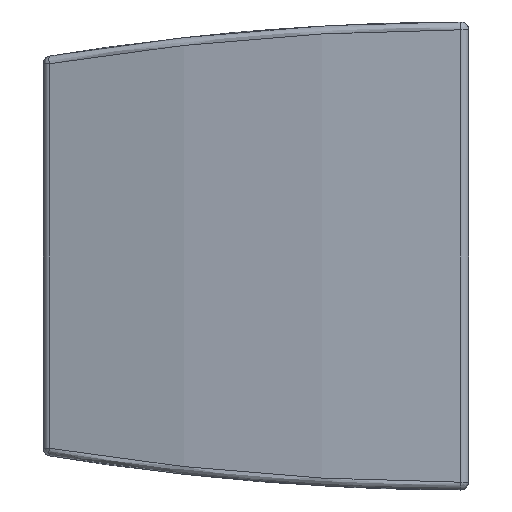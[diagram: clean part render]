
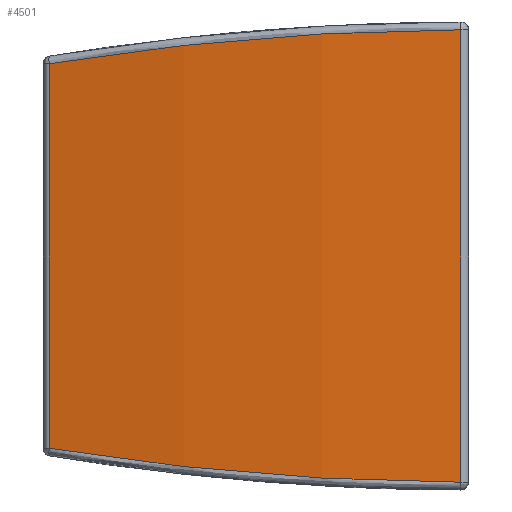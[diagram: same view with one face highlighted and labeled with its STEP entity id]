
A CAD part, left-side view. The second image highlights one B-rep face of the part: STEP entity #4501.
In plain terms, the highlighted free-form (B-spline) face has degree [2, 1] with [3, 2] control points.
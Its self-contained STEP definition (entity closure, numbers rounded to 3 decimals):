
#4501 = ADVANCED_FACE('',(#4502),#4540,.T.);
#4502 = FACE_BOUND('',#4503,.T.);
#4503 = EDGE_LOOP('',(#4504,#4513,#4524,#4531));
#4504 = ORIENTED_EDGE('',*,*,#4505,.F.);
#4505 = EDGE_CURVE('',#4506,#4508,#4510,.T.);
#4506 = VERTEX_POINT('',#4507);
#4507 = CARTESIAN_POINT('',(-46.41,-63.298,
    34.312));
#4508 = VERTEX_POINT('',#4509);
#4509 = CARTESIAN_POINT('',(-46.41,-63.298,
    -34.312));
#4510 = B_SPLINE_CURVE_WITH_KNOTS('',1,(#4511,#4512),.UNSPECIFIED.,.F.,
  .F.,(2,2),(-58.998,-1.002),.PIECEWISE_BEZIER_KNOTS.);
#4511 = CARTESIAN_POINT('',(-46.41,-63.298,
    34.312));
#4512 = CARTESIAN_POINT('',(-46.41,-63.298,
    -34.312));
#4513 = ORIENTED_EDGE('',*,*,#4514,.F.);
#4514 = EDGE_CURVE('',#4515,#4506,#4517,.T.);
#4515 = VERTEX_POINT('',#4516);
#4516 = CARTESIAN_POINT('',(-38.36,-0.888,
    29.169));
#4517 = B_SPLINE_CURVE_WITH_KNOTS('',3,(#4518,#4519,#4520,#4521,#4522,
    #4523),.UNSPECIFIED.,.F.,.F.,(4,2,4),(0.,0.027,
    0.054),.UNSPECIFIED.);
#4518 = CARTESIAN_POINT('',(-38.36,-0.888,
    29.169));
#4519 = CARTESIAN_POINT('',(-40.964,-11.007,
    30.817));
#4520 = CARTESIAN_POINT('',(-42.951,-21.291,
    32.089));
#4521 = CARTESIAN_POINT('',(-45.656,-42.201,
    33.825));
#4522 = CARTESIAN_POINT('',(-46.361,-52.719,
    34.28));
#4523 = CARTESIAN_POINT('',(-46.41,-63.298,
    34.312));
#4524 = ORIENTED_EDGE('',*,*,#4525,.F.);
#4525 = EDGE_CURVE('',#4526,#4515,#4528,.T.);
#4526 = VERTEX_POINT('',#4527);
#4527 = CARTESIAN_POINT('',(-38.36,-0.888,
    -29.169));
#4528 = B_SPLINE_CURVE_WITH_KNOTS('',1,(#4529,#4530),.UNSPECIFIED.,.F.,
  .F.,(2,2),(5.349,54.651),.PIECEWISE_BEZIER_KNOTS.);
#4529 = CARTESIAN_POINT('',(-38.36,-0.888,
    -29.169));
#4530 = CARTESIAN_POINT('',(-38.36,-0.888,
    29.169));
#4531 = ORIENTED_EDGE('',*,*,#4532,.F.);
#4532 = EDGE_CURVE('',#4508,#4526,#4533,.T.);
#4533 = B_SPLINE_CURVE_WITH_KNOTS('',3,(#4534,#4535,#4536,#4537,#4538,
    #4539),.UNSPECIFIED.,.F.,.F.,(4,2,4),(0.,0.027,
    0.053),.UNSPECIFIED.);
#4534 = CARTESIAN_POINT('',(-46.41,-63.298,
    -34.312));
#4535 = CARTESIAN_POINT('',(-46.361,-52.719,
    -34.28));
#4536 = CARTESIAN_POINT('',(-45.656,-42.201,
    -33.825));
#4537 = CARTESIAN_POINT('',(-42.951,-21.291,
    -32.089));
#4538 = CARTESIAN_POINT('',(-40.964,-11.007,
    -30.817));
#4539 = CARTESIAN_POINT('',(-38.36,-0.888,
    -29.169));
#4540 = ( BOUNDED_SURFACE() B_SPLINE_SURFACE(2,1,(
    (#4541,#4542)
    ,(#4543,#4544)
    ,(#4545,#4546
)),.UNSPECIFIED.,.F.,.F.,.F.) B_SPLINE_SURFACE_WITH_KNOTS((3,3),(2,2),(
    2.89,3.137),(1.002,58.998),
.PIECEWISE_BEZIER_KNOTS.) GEOMETRIC_REPRESENTATION_ITEM() 
RATIONAL_B_SPLINE_SURFACE((
    (1.,1.)
    ,(0.992,0.992)
,(1.,1.))) REPRESENTATION_ITEM('') SURFACE() );
#4541 = CARTESIAN_POINT('',(-38.36,-0.888,
    -34.312));
#4542 = CARTESIAN_POINT('',(-38.36,-0.888,
    34.312));
#4543 = CARTESIAN_POINT('',(-46.262,-31.593,
    -34.312));
#4544 = CARTESIAN_POINT('',(-46.262,-31.593,
    34.312));
#4545 = CARTESIAN_POINT('',(-46.41,-63.298,
    -34.312));
#4546 = CARTESIAN_POINT('',(-46.41,-63.298,
    34.312));
